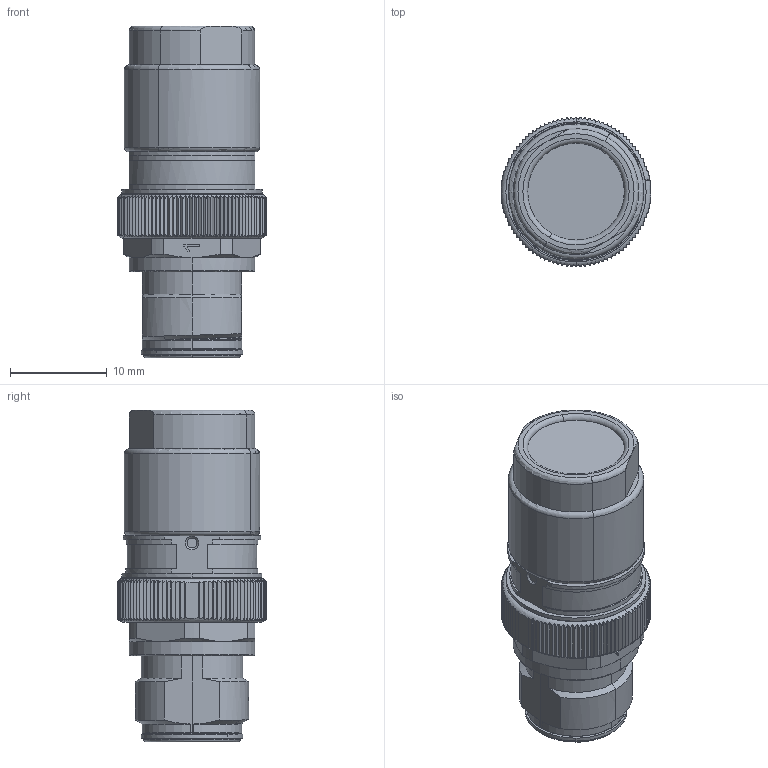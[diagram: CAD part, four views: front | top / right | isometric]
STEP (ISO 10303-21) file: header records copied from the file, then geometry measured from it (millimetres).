
FILE_DESCRIPTION(('CATIA V5 STEP Exchange','CAx-IF Rec.Pracs.--- Model Styling and Organization---1.4--- 2014-01-23'),'2;1');
FILE_NAME ('1104775-2_2_2664820000_2664820000.stp','2019-08-28T06:39:43+00:00',('none'),('Weidmueller'),'CATIA Version 5-6 Release 2016 SP3 HF44','CATIA V5 STEP AP214','none');
FILE_SCHEMA(('AUTOMOTIVE_DESIGN { 1 0 10303 214 1 1 1 1 }'));
Products named in the file (1): 2664820000
Bounding box: 15.43 x 15.5 x 34.32 mm (x, y, z)
Volume: 6266.5 mm3; surface area: 6281.1 mm2
Topology: 18 solids, 18 shells, 1421 faces, 3755 edges, 2275 vertices
Faces by surface type: plane 500, cylinder 426, cone 181, torus 115, bspline 115, sphere 84
Entity records: 47623 total; most frequent: CARTESIAN_POINT 16573, ORIENTED_EDGE 7290, DIRECTION 4959, EDGE_CURVE 3645, VERTEX_POINT 2275, AXIS2_PLACEMENT_3D 2269, EDGE_LOOP 1452, ADVANCED_FACE 1421
